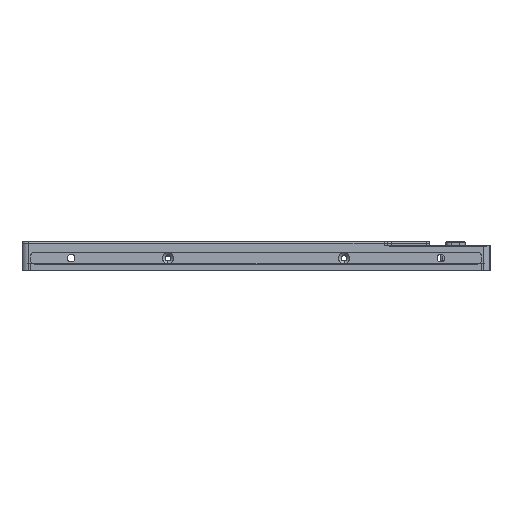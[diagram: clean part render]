
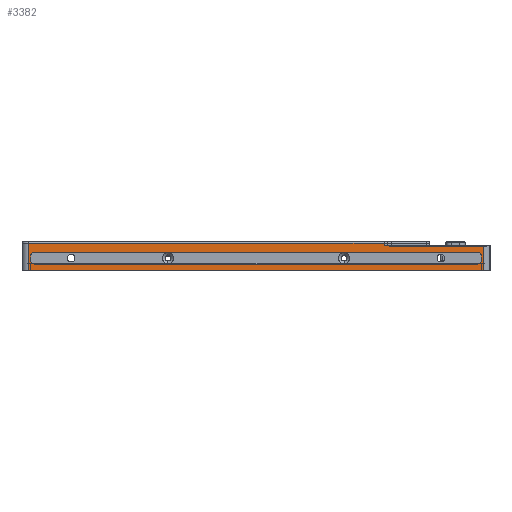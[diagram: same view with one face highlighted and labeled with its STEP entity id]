
A CAD part, left-side view. The second image highlights one B-rep face of the part: STEP entity #3382.
In plain terms, the highlighted planar face has unit normal (-1, 0, 0).
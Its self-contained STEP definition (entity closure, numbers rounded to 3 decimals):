
#436 = ORIENTED_EDGE ( 'NONE', *, *, #21654, .F. ) ;
#765 = EDGE_CURVE ( 'NONE', #27544, #18710, #33245, .T. ) ;
#1218 = DIRECTION ( 'NONE',  ( 0., 0., 1. ) ) ;
#1330 = EDGE_CURVE ( 'NONE', #36162, #27761, #25777, .T. ) ;
#1489 = DIRECTION ( 'NONE',  ( -1., 0., 0. ) ) ;
#3075 = ORIENTED_EDGE ( 'NONE', *, *, #26208, .F. ) ;
#3382 = ADVANCED_FACE ( 'NONE', ( #34038, #25413 ), #31440, .F. ) ;
#3726 = EDGE_CURVE ( 'NONE', #13521, #19162, #27654, .T. ) ;
#4237 = CARTESIAN_POINT ( 'NONE',  ( 0., 0., 0. ) ) ;
#4513 = CARTESIAN_POINT ( 'NONE',  ( 0., 258.95, 10.3 ) ) ;
#5444 = ORIENTED_EDGE ( 'NONE', *, *, #12428, .T. ) ;
#6199 = EDGE_LOOP ( 'NONE', ( #15946, #3075, #30397, #25633, #436, #7286, #26350, #20965 ) ) ;
#6272 = EDGE_CURVE ( 'NONE', #30305, #8995, #27477, .T. ) ;
#6395 = LINE ( 'NONE', #9740, #33358 ) ;
#6598 = VERTEX_POINT ( 'NONE', #18122 ) ;
#6727 = EDGE_CURVE ( 'NONE', #20822, #42149, #6825, .T. ) ;
#6825 = CIRCLE ( 'NONE', #33283, 2. ) ;
#7286 = ORIENTED_EDGE ( 'NONE', *, *, #6727, .F. ) ;
#7339 = VECTOR ( 'NONE', #44850, 1000. ) ;
#8004 = VECTOR ( 'NONE', #32524, 1000. ) ;
#8824 = CARTESIAN_POINT ( 'NONE',  ( 0., 260.95, 5.7 ) ) ;
#8995 = VERTEX_POINT ( 'NONE', #31021 ) ;
#9740 = CARTESIAN_POINT ( 'NONE',  ( 0., 0., 15.5 ) ) ;
#9817 = CARTESIAN_POINT ( 'NONE',  ( 0., 60.18, 15.5 ) ) ;
#10018 = AXIS2_PLACEMENT_3D ( 'NONE', #43343, #21393, #47047 ) ;
#11090 = VECTOR ( 'NONE', #22787, 1000. ) ;
#11497 = AXIS2_PLACEMENT_3D ( 'NONE', #38638, #35164, #13154 ) ;
#11619 = DIRECTION ( 'NONE',  ( 0., -1., 0. ) ) ;
#12396 = ORIENTED_EDGE ( 'NONE', *, *, #6272, .T. ) ;
#12428 = EDGE_CURVE ( 'NONE', #8995, #6598, #14207, .T. ) ;
#12487 = CARTESIAN_POINT ( 'NONE',  ( 0., 6.95, 10.3 ) ) ;
#12776 = VERTEX_POINT ( 'NONE', #9817 ) ;
#13071 = VECTOR ( 'NONE', #23966, 1000. ) ;
#13154 = DIRECTION ( 'NONE',  ( 0., 0., -1. ) ) ;
#13521 = VERTEX_POINT ( 'NONE', #20684 ) ;
#13829 = AXIS2_PLACEMENT_3D ( 'NONE', #17507, #43190, #21243 ) ;
#14093 = DIRECTION ( 'NONE',  ( 0., -1., 0. ) ) ;
#14207 = LINE ( 'NONE', #4237, #32606 ) ;
#14489 = CARTESIAN_POINT ( 'NONE',  ( 0., 60.18, 16.5 ) ) ;
#15946 = ORIENTED_EDGE ( 'NONE', *, *, #43615, .F. ) ;
#16708 = CARTESIAN_POINT ( 'NONE',  ( 0., 260.95, 8.3 ) ) ;
#17507 = CARTESIAN_POINT ( 'NONE',  ( 0., 258.95, 5.7 ) ) ;
#17863 = CARTESIAN_POINT ( 'NONE',  ( 0., 262.4, 16.5 ) ) ;
#18122 = CARTESIAN_POINT ( 'NONE',  ( 0., 3.5, 0. ) ) ;
#18170 = DIRECTION ( 'NONE',  ( 0., 0., 1. ) ) ;
#18239 = LINE ( 'NONE', #39586, #37781 ) ;
#18692 = ORIENTED_EDGE ( 'NONE', *, *, #3726, .F. ) ;
#18705 = EDGE_CURVE ( 'NONE', #27761, #42463, #30540, .T. ) ;
#18710 = VERTEX_POINT ( 'NONE', #26471 ) ;
#19056 = CARTESIAN_POINT ( 'NONE',  ( 0., 258.95, 3.7 ) ) ;
#19162 = VERTEX_POINT ( 'NONE', #40081 ) ;
#20078 = CIRCLE ( 'NONE', #10018, 2. ) ;
#20684 = CARTESIAN_POINT ( 'NONE',  ( 0., 60.18, 14.21 ) ) ;
#20822 = VERTEX_POINT ( 'NONE', #4513 ) ;
#20965 = ORIENTED_EDGE ( 'NONE', *, *, #765, .F. ) ;
#21243 = DIRECTION ( 'NONE',  ( 0., 0., 1. ) ) ;
#21305 = DIRECTION ( 'NONE',  ( 0., 0., 1. ) ) ;
#21393 = DIRECTION ( 'NONE',  ( -1., 0., 0. ) ) ;
#21654 = EDGE_CURVE ( 'NONE', #42149, #36162, #33772, .T. ) ;
#22787 = DIRECTION ( 'NONE',  ( 0., -1., 0. ) ) ;
#23167 = DIRECTION ( 'NONE',  ( -1., 0., 0. ) ) ;
#23446 = CARTESIAN_POINT ( 'NONE',  ( 0., 258.95, 8.3 ) ) ;
#23966 = DIRECTION ( 'NONE',  ( 0., 0., -1. ) ) ;
#25199 = CARTESIAN_POINT ( 'NONE',  ( 0., 0., 14.21 ) ) ;
#25413 = FACE_OUTER_BOUND ( 'NONE', #29142, .T. ) ;
#25419 = LINE ( 'NONE', #14489, #26546 ) ;
#25465 = LINE ( 'NONE', #12487, #34091 ) ;
#25521 = AXIS2_PLACEMENT_3D ( 'NONE', #45112, #23167, #1218 ) ;
#25633 = ORIENTED_EDGE ( 'NONE', *, *, #1330, .F. ) ;
#25777 = CIRCLE ( 'NONE', #13829, 2. ) ;
#26136 = EDGE_CURVE ( 'NONE', #12776, #30305, #6395, .T. ) ;
#26208 = EDGE_CURVE ( 'NONE', #42463, #30269, #20078, .T. ) ;
#26350 = ORIENTED_EDGE ( 'NONE', *, *, #39997, .F. ) ;
#26471 = CARTESIAN_POINT ( 'NONE',  ( 0., 6.95, 10.3 ) ) ;
#26546 = VECTOR ( 'NONE', #18170, 1000. ) ;
#27135 = DIRECTION ( 'NONE',  ( 0., 0., 1. ) ) ;
#27477 = LINE ( 'NONE', #17863, #8004 ) ;
#27544 = VERTEX_POINT ( 'NONE', #47594 ) ;
#27654 = LINE ( 'NONE', #25199, #37421 ) ;
#27761 = VERTEX_POINT ( 'NONE', #38385 ) ;
#27984 = DIRECTION ( 'NONE',  ( 0., 1., 0. ) ) ;
#28438 = CARTESIAN_POINT ( 'NONE',  ( 0., 262.4, 15.5 ) ) ;
#29142 = EDGE_LOOP ( 'NONE', ( #47103, #31285, #12396, #5444, #36348, #18692 ) ) ;
#30269 = VERTEX_POINT ( 'NONE', #42873 ) ;
#30305 = VERTEX_POINT ( 'NONE', #28438 ) ;
#30397 = ORIENTED_EDGE ( 'NONE', *, *, #18705, .F. ) ;
#30540 = LINE ( 'NONE', #19056, #11090 ) ;
#31021 = CARTESIAN_POINT ( 'NONE',  ( 0., 262.4, 0. ) ) ;
#31285 = ORIENTED_EDGE ( 'NONE', *, *, #26136, .T. ) ;
#31440 = PLANE ( 'NONE',  #11497 ) ;
#32524 = DIRECTION ( 'NONE',  ( 0., 0., -1. ) ) ;
#32606 = VECTOR ( 'NONE', #11619, 1000. ) ;
#33245 = CIRCLE ( 'NONE', #25521, 2. ) ;
#33283 = AXIS2_PLACEMENT_3D ( 'NONE', #23446, #1489, #27135 ) ;
#33358 = VECTOR ( 'NONE', #27984, 1000. ) ;
#33443 = EDGE_CURVE ( 'NONE', #13521, #12776, #25419, .T. ) ;
#33772 = LINE ( 'NONE', #16708, #13071 ) ;
#34038 = FACE_BOUND ( 'NONE', #6199, .T. ) ;
#34091 = VECTOR ( 'NONE', #37964, 1000. ) ;
#34498 = CARTESIAN_POINT ( 'NONE',  ( 0., 260.95, 8.3 ) ) ;
#35164 = DIRECTION ( 'NONE',  ( 1., 0., 0. ) ) ;
#35911 = EDGE_CURVE ( 'NONE', #6598, #19162, #18239, .T. ) ;
#36162 = VERTEX_POINT ( 'NONE', #8824 ) ;
#36348 = ORIENTED_EDGE ( 'NONE', *, *, #35911, .T. ) ;
#36379 = CARTESIAN_POINT ( 'NONE',  ( 0., 6.95, 3.7 ) ) ;
#36576 = LINE ( 'NONE', #41202, #7339 ) ;
#37421 = VECTOR ( 'NONE', #14093, 1000. ) ;
#37781 = VECTOR ( 'NONE', #21305, 1000. ) ;
#37964 = DIRECTION ( 'NONE',  ( 0., 1., 0. ) ) ;
#38385 = CARTESIAN_POINT ( 'NONE',  ( 0., 258.95, 3.7 ) ) ;
#38638 = CARTESIAN_POINT ( 'NONE',  ( 0., 0., 16.5 ) ) ;
#39586 = CARTESIAN_POINT ( 'NONE',  ( 0., 3.5, 16.5 ) ) ;
#39997 = EDGE_CURVE ( 'NONE', #18710, #20822, #25465, .T. ) ;
#40081 = CARTESIAN_POINT ( 'NONE',  ( 0., 3.5, 14.21 ) ) ;
#41202 = CARTESIAN_POINT ( 'NONE',  ( 0., 4.95, 5.7 ) ) ;
#42149 = VERTEX_POINT ( 'NONE', #34498 ) ;
#42463 = VERTEX_POINT ( 'NONE', #36379 ) ;
#42873 = CARTESIAN_POINT ( 'NONE',  ( 0., 4.95, 5.7 ) ) ;
#43190 = DIRECTION ( 'NONE',  ( -1., 0., 0. ) ) ;
#43343 = CARTESIAN_POINT ( 'NONE',  ( 0., 6.95, 5.7 ) ) ;
#43615 = EDGE_CURVE ( 'NONE', #30269, #27544, #36576, .T. ) ;
#44850 = DIRECTION ( 'NONE',  ( 0., 0., 1. ) ) ;
#45112 = CARTESIAN_POINT ( 'NONE',  ( 0., 6.95, 8.3 ) ) ;
#47047 = DIRECTION ( 'NONE',  ( 0., 0., 1. ) ) ;
#47103 = ORIENTED_EDGE ( 'NONE', *, *, #33443, .T. ) ;
#47594 = CARTESIAN_POINT ( 'NONE',  ( 0., 4.95, 8.3 ) ) ;
